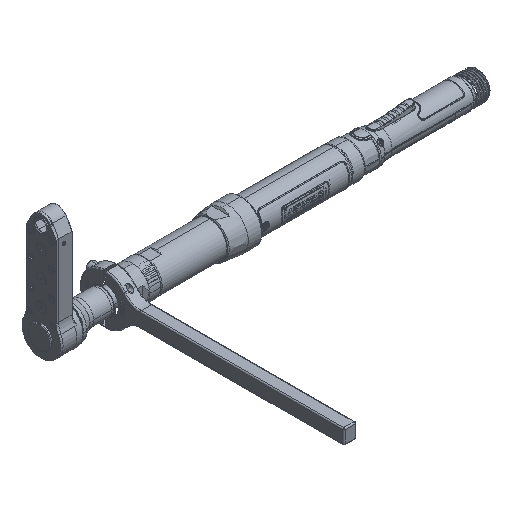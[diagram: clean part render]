
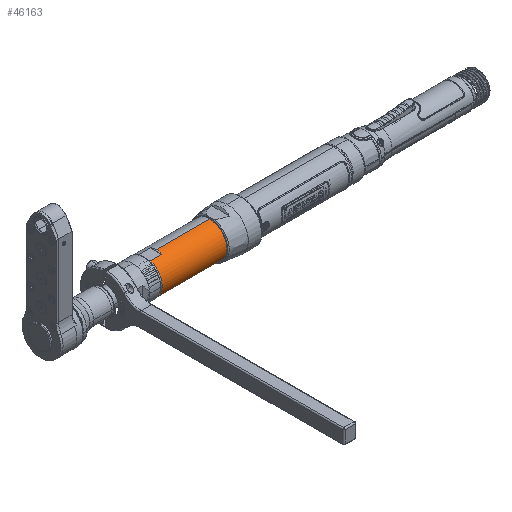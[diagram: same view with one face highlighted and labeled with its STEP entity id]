
A CAD part, isometric view. The second image highlights one B-rep face of the part: STEP entity #46163.
In plain terms, the highlighted cylindrical face has radius 21.844 mm (diameter 43.688 mm), a partial arc.
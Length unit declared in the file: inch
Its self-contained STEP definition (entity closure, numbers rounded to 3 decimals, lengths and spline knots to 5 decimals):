
#44320=CARTESIAN_POINT('',(-3.68635,0.,0.86));
#44331=CARTESIAN_POINT('',(-0.3595,0.,0.));
#44332=DIRECTION('',(1.,0.,0.));
#44333=DIRECTION('',(0.,0.,1.));
#44334=AXIS2_PLACEMENT_3D('',#44331,#44332,#44333);
#44336=DIRECTION('',(1.,0.,0.));
#44337=VECTOR('',#44336,3.32685);
#44338=CARTESIAN_POINT('',(-3.68635,0.,-0.86));
#44339=LINE('',#44338,#44337);
#44340=CARTESIAN_POINT('',(-4.2665,0.,0.));
#44341=DIRECTION('',(-1.,0.,0.));
#44342=DIRECTION('',(0.,-0.332,-0.943));
#44343=AXIS2_PLACEMENT_3D('',#44340,#44341,#44342);
#44345=CARTESIAN_POINT('',(-3.7145,-0.28544,0.81125));
#44346=CARTESIAN_POINT('',(-3.7052,-0.23966,
0.82735));
#44347=CARTESIAN_POINT('',(-3.69123,-0.14631,
0.85155));
#44348=CARTESIAN_POINT('',(-3.68635,-0.04941,0.86));
#44349=CARTESIAN_POINT('',(-3.68635,0.,0.86));
#44351=DIRECTION('',(1.,0.,0.));
#44352=VECTOR('',#44351,3.32685);
#44353=CARTESIAN_POINT('',(-3.68635,0.,0.86));
#44354=LINE('',#44353,#44352);
#45472=DIRECTION('',(-1.,0.,0.));
#45473=VECTOR('',#45472,0.552);
#45474=CARTESIAN_POINT('',(-3.7145,-0.28544,0.81125));
#45475=LINE('',#45474,#45473);
#45556=DIRECTION('',(-1.,0.,0.));
#45557=VECTOR('',#45556,0.552);
#45558=CARTESIAN_POINT('',(-3.7145,-0.28544,-0.81125));
#45559=LINE('',#45558,#45557);
#45568=CARTESIAN_POINT('',(-3.68635,0.,-0.86));
#45570=CARTESIAN_POINT('',(-3.68635,0.,-0.86));
#45571=CARTESIAN_POINT('',(-3.68635,-0.04941,-0.86));
#45572=CARTESIAN_POINT('',(-3.69123,-0.14631,
-0.85155));
#45573=CARTESIAN_POINT('',(-3.7052,-0.23966,
-0.82735));
#45574=CARTESIAN_POINT('',(-3.7145,-0.28544,-0.81125));
#45898=VERTEX_POINT('',#44320);
#45899=CARTESIAN_POINT('',(-3.7145,-0.28544,0.81125));
#45900=CARTESIAN_POINT('',(-4.2665,-0.28544,0.81125));
#45901=VERTEX_POINT('',#45899);
#45902=VERTEX_POINT('',#45900);
#45911=VERTEX_POINT('',#45568);
#45912=CARTESIAN_POINT('',(-3.7145,-0.28544,-0.81125));
#45913=CARTESIAN_POINT('',(-4.2665,-0.28544,-0.81125));
#45914=VERTEX_POINT('',#45912);
#45915=VERTEX_POINT('',#45913);
#45922=CARTESIAN_POINT('',(-0.3595,0.,-0.86));
#45923=CARTESIAN_POINT('',(-0.3595,0.,0.86));
#45924=VERTEX_POINT('',#45922);
#45925=VERTEX_POINT('',#45923);
#46142=CARTESIAN_POINT('',(0.24508,0.,0.));
#46143=DIRECTION('',(-1.,0.,0.));
#46144=DIRECTION('',(0.,0.,1.));
#46145=AXIS2_PLACEMENT_3D('',#46142,#46143,#46144);
#46146=CYLINDRICAL_SURFACE('',#46145,0.86);
#46148=ORIENTED_EDGE('',*,*,#46147,.T.);
#46149=ORIENTED_EDGE('',*,*,#46137,.F.);
#46151=ORIENTED_EDGE('',*,*,#46150,.T.);
#46153=ORIENTED_EDGE('',*,*,#46152,.T.);
#46155=ORIENTED_EDGE('',*,*,#46154,.T.);
#46157=ORIENTED_EDGE('',*,*,#46156,.F.);
#46159=ORIENTED_EDGE('',*,*,#46158,.T.);
#46160=ORIENTED_EDGE('',*,*,#46125,.T.);
#46161=EDGE_LOOP('',(#46148,#46149,#46151,#46153,#46155,#46157,#46159,#46160));
#46162=FACE_OUTER_BOUND('',#46161,.F.);
#46163=ADVANCED_FACE('',(#46162),#46146,.T.);
#44335=CIRCLE('',#44334,0.86);
#44344=CIRCLE('',#44343,0.86);
#44350=B_SPLINE_CURVE_WITH_KNOTS('',3,(#44345,#44346,#44347,#44348,#44349),
.UNSPECIFIED.,.F.,.F.,(4,1,4),(0.,0.5,1.),.UNSPECIFIED.);
#45575=B_SPLINE_CURVE_WITH_KNOTS('',3,(#45570,#45571,#45572,#45573,#45574),
.UNSPECIFIED.,.F.,.F.,(4,1,4),(0.,0.5,1.),.UNSPECIFIED.);
#46125=EDGE_CURVE('',#45898,#45925,#44354,.T.);
#46137=EDGE_CURVE('',#45911,#45924,#44339,.T.);
#46147=EDGE_CURVE('',#45925,#45924,#44335,.T.);
#46150=EDGE_CURVE('',#45911,#45914,#45575,.T.);
#46152=EDGE_CURVE('',#45914,#45915,#45559,.T.);
#46154=EDGE_CURVE('',#45915,#45902,#44344,.T.);
#46156=EDGE_CURVE('',#45901,#45902,#45475,.T.);
#46158=EDGE_CURVE('',#45901,#45898,#44350,.T.);
